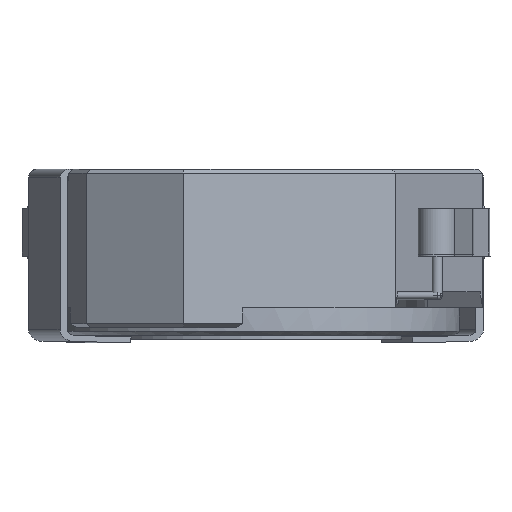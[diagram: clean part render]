
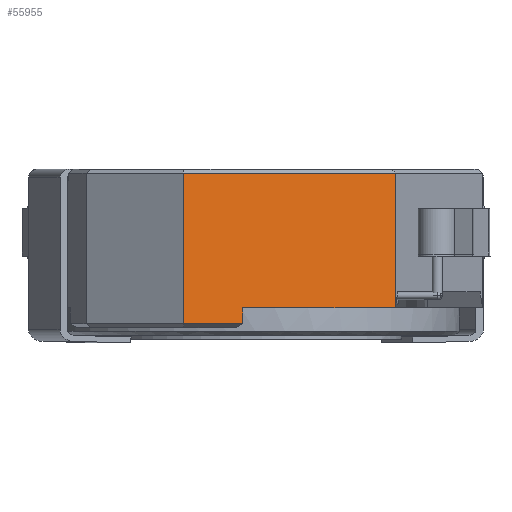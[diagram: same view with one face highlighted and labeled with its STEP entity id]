
A CAD part, left-side view. The second image highlights one B-rep face of the part: STEP entity #55955.
In plain terms, the highlighted free-form (B-spline) face has degree [1, 1] with [2, 2] control points.
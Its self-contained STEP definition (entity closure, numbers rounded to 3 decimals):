
#55218=CARTESIAN_POINT('',(-3.435,-2.636,0.525));
#55219=VERTEX_POINT('',#55218);
#55225=CARTESIAN_POINT('',(-4.208,0.251,0.525));
#55226=VERTEX_POINT('',#55225);
#55227=CARTESIAN_POINT('',(-3.435,-2.636,0.525));
#55228=CARTESIAN_POINT('',(-4.208,0.251,0.525));
#55229=B_SPLINE_CURVE_WITH_KNOTS('',1,(#55227,#55228),.UNSPECIFIED.,.F.,.U.,(2,2),(0.,0.719),.UNSPECIFIED.);
#55230=EDGE_CURVE('',#55219,#55226,#55229,.T.);
#55369=CARTESIAN_POINT('',(-4.511,1.38,3.075));
#55370=VERTEX_POINT('',#55369);
#55377=CARTESIAN_POINT('',(-4.511,1.38,0.225));
#55378=VERTEX_POINT('',#55377);
#55384=CARTESIAN_POINT('',(-4.511,1.38,3.075));
#55385=CARTESIAN_POINT('',(-4.511,1.38,0.225));
#55386=B_SPLINE_CURVE_WITH_KNOTS('',1,(#55384,#55385),.UNSPECIFIED.,.F.,.U.,(2,2),(0.025,0.975),.UNSPECIFIED.);
#55387=EDGE_CURVE('',#55370,#55378,#55386,.T.);
#55922=CARTESIAN_POINT('',(-3.403,-2.756,3.24));
#55923=CARTESIAN_POINT('',(-3.403,-2.756,0.06));
#55924=CARTESIAN_POINT('',(-4.543,1.5,3.24));
#55925=CARTESIAN_POINT('',(-4.543,1.5,0.06));
#55926=B_SPLINE_SURFACE_WITH_KNOTS('',1,1,((#55922,#55923),(#55924,#55925)),.PLANE_SURF.,.F.,.F.,.U.,(2,2),(2,2),(0.,1.),(0.,1.),.UNSPECIFIED.);
#55927=CARTESIAN_POINT('',(-3.435,-2.636,3.075));
#55928=VERTEX_POINT('',#55927);
#55929=CARTESIAN_POINT('',(-3.435,-2.636,3.075));
#55930=CARTESIAN_POINT('',(-4.511,1.38,3.075));
#55931=B_SPLINE_CURVE_WITH_KNOTS('',1,(#55929,#55930),.UNSPECIFIED.,.F.,.U.,(2,2),(0.028,0.972),.UNSPECIFIED.);
#55932=EDGE_CURVE('',#55928,#55370,#55931,.T.);
#55933=ORIENTED_EDGE('',*,*,#55932,.T.);
#55934=ORIENTED_EDGE('',*,*,#55387,.T.);
#55935=CARTESIAN_POINT('',(-4.208,0.251,0.225));
#55936=VERTEX_POINT('',#55935);
#55937=CARTESIAN_POINT('',(-4.208,0.251,0.225));
#55938=CARTESIAN_POINT('',(-4.511,1.38,0.225));
#55939=B_SPLINE_CURVE_WITH_KNOTS('',1,(#55937,#55938),.UNSPECIFIED.,.F.,.U.,(2,2),(0.707,0.972),.UNSPECIFIED.);
#55940=EDGE_CURVE('',#55936,#55378,#55939,.T.);
#55941=ORIENTED_EDGE('',*,*,#55940,.F.);
#55942=CARTESIAN_POINT('',(-4.208,0.251,0.525));
#55943=CARTESIAN_POINT('',(-4.208,0.251,0.225));
#55944=B_SPLINE_CURVE_WITH_KNOTS('',1,(#55942,#55943),.UNSPECIFIED.,.F.,.U.,(2,2),(0.,0.8),.UNSPECIFIED.);
#55945=EDGE_CURVE('',#55226,#55936,#55944,.T.);
#55946=ORIENTED_EDGE('',*,*,#55945,.F.);
#55947=ORIENTED_EDGE('',*,*,#55230,.F.);
#55948=CARTESIAN_POINT('',(-3.435,-2.636,3.075));
#55949=CARTESIAN_POINT('',(-3.435,-2.636,0.525));
#55950=B_SPLINE_CURVE_WITH_KNOTS('',1,(#55948,#55949),.UNSPECIFIED.,.F.,.U.,(2,2),(0.029,1.),.UNSPECIFIED.);
#55951=EDGE_CURVE('',#55928,#55219,#55950,.T.);
#55952=ORIENTED_EDGE('',*,*,#55951,.F.);
#55953=EDGE_LOOP('',(#55933,#55934,#55941,#55946,#55947,#55952));
#55954=FACE_OUTER_BOUND('',#55953,.T.);
#55955=ADVANCED_FACE('',(#55954),#55926,.T.);
